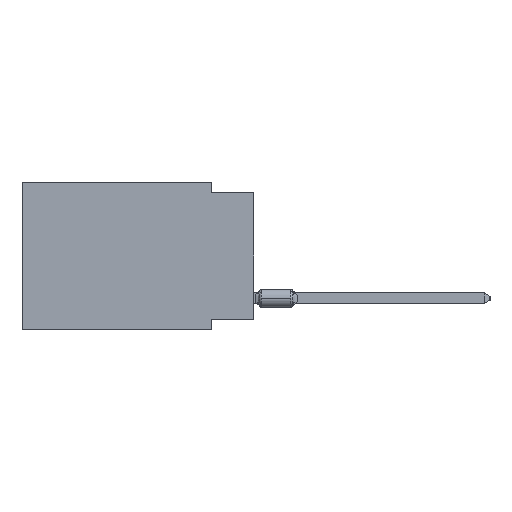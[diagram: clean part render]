
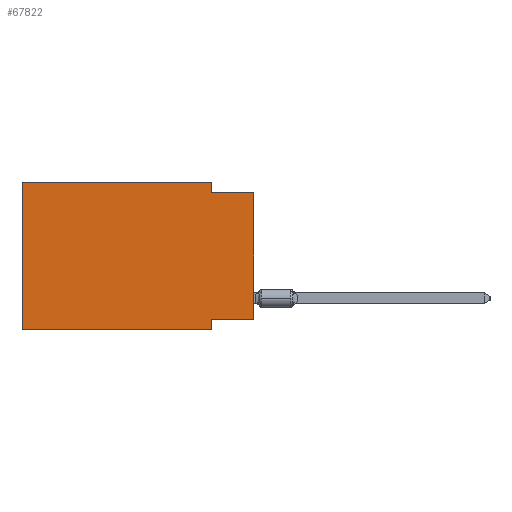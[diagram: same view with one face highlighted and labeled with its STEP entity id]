
A CAD part, left-side view. The second image highlights one B-rep face of the part: STEP entity #67822.
In plain terms, the highlighted planar face has unit normal (-1, 0, 0).
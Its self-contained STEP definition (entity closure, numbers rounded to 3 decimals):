
#2186 = CARTESIAN_POINT ( 'NONE',  ( 0., 13.97, -8.89 ) ) ;
#6386 = LINE ( 'NONE', #55161, #79518 ) ;
#7238 = CARTESIAN_POINT ( 'NONE',  ( 0., 13.97, -8.89 ) ) ;
#8834 = ORIENTED_EDGE ( 'NONE', *, *, #57807, .F. ) ;
#9287 = ORIENTED_EDGE ( 'NONE', *, *, #66457, .T. ) ;
#10899 = EDGE_CURVE ( 'NONE', #45616, #30650, #39619, .T. ) ;
#11555 = CARTESIAN_POINT ( 'NONE',  ( 0., 2.54, -0.635 ) ) ;
#12829 = CARTESIAN_POINT ( 'NONE',  ( 0., 0., -8.255 ) ) ;
#13034 = CARTESIAN_POINT ( 'NONE',  ( 0., 0., 0. ) ) ;
#18462 = DIRECTION ( 'NONE',  ( 0., -1., 0. ) ) ;
#21286 = CARTESIAN_POINT ( 'NONE',  ( 0., 0., -0.635 ) ) ;
#21812 = DIRECTION ( 'NONE',  ( 0., -1., 0. ) ) ;
#22264 = CARTESIAN_POINT ( 'NONE',  ( 0., 13.97, 0. ) ) ;
#22412 = ORIENTED_EDGE ( 'NONE', *, *, #98555, .F. ) ;
#22634 = CARTESIAN_POINT ( 'NONE',  ( 0., 0., -0.635 ) ) ;
#23183 = DIRECTION ( 'NONE',  ( 0., 0., -1. ) ) ;
#23774 = FACE_OUTER_BOUND ( 'NONE', #62669, .T. ) ;
#24284 = VECTOR ( 'NONE', #86000, 1000. ) ;
#25495 = ORIENTED_EDGE ( 'NONE', *, *, #31347, .T. ) ;
#28312 = EDGE_CURVE ( 'NONE', #79834, #43898, #78743, .T. ) ;
#29609 = CARTESIAN_POINT ( 'NONE',  ( 0., 2.54, -8.89 ) ) ;
#30249 = ORIENTED_EDGE ( 'NONE', *, *, #62245, .F. ) ;
#30650 = VERTEX_POINT ( 'NONE', #33822 ) ;
#31347 = EDGE_CURVE ( 'NONE', #50658, #43898, #39040, .T. ) ;
#31375 = CARTESIAN_POINT ( 'NONE',  ( 0., 13.97, 0. ) ) ;
#33822 = CARTESIAN_POINT ( 'NONE',  ( 0., 2.54, 0. ) ) ;
#35271 = VERTEX_POINT ( 'NONE', #59888 ) ;
#37991 = DIRECTION ( 'NONE',  ( 0., 0., 1. ) ) ;
#39040 = LINE ( 'NONE', #13034, #76704 ) ;
#39619 = LINE ( 'NONE', #22264, #74970 ) ;
#39625 = LINE ( 'NONE', #105719, #84712 ) ;
#40933 = ORIENTED_EDGE ( 'NONE', *, *, #28312, .F. ) ;
#42337 = LINE ( 'NONE', #2186, #88566 ) ;
#43898 = VERTEX_POINT ( 'NONE', #22634 ) ;
#45616 = VERTEX_POINT ( 'NONE', #79682 ) ;
#46955 = LINE ( 'NONE', #12829, #24284 ) ;
#50658 = VERTEX_POINT ( 'NONE', #86708 ) ;
#53853 = ORIENTED_EDGE ( 'NONE', *, *, #63056, .F. ) ;
#55161 = CARTESIAN_POINT ( 'NONE',  ( 0., 2.54, 0. ) ) ;
#56829 = PLANE ( 'NONE',  #106043 ) ;
#57807 = EDGE_CURVE ( 'NONE', #70054, #35271, #94666, .T. ) ;
#58977 = DIRECTION ( 'NONE',  ( 0., 0., -1. ) ) ;
#59888 = CARTESIAN_POINT ( 'NONE',  ( 0., 2.54, -8.89 ) ) ;
#62245 = EDGE_CURVE ( 'NONE', #64549, #45616, #39625, .T. ) ;
#62669 = EDGE_LOOP ( 'NONE', ( #25495, #40933, #22412, #65169, #30249, #9287, #8834, #53853 ) ) ;
#63056 = EDGE_CURVE ( 'NONE', #50658, #70054, #46955, .T. ) ;
#64446 = DIRECTION ( 'NONE',  ( 1., 0., 0. ) ) ;
#64549 = VERTEX_POINT ( 'NONE', #7238 ) ;
#65169 = ORIENTED_EDGE ( 'NONE', *, *, #10899, .F. ) ;
#66457 = EDGE_CURVE ( 'NONE', #64549, #35271, #42337, .T. ) ;
#67822 = ADVANCED_FACE ( 'NONE', ( #23774 ), #56829, .F. ) ;
#69731 = DIRECTION ( 'NONE',  ( 0., 0., -1. ) ) ;
#70054 = VERTEX_POINT ( 'NONE', #82310 ) ;
#72131 = DIRECTION ( 'NONE',  ( 0., -1., 0. ) ) ;
#74970 = VECTOR ( 'NONE', #72131, 1000. ) ;
#76704 = VECTOR ( 'NONE', #95947, 1000. ) ;
#78182 = VECTOR ( 'NONE', #21812, 1000. ) ;
#78743 = LINE ( 'NONE', #21286, #78182 ) ;
#79518 = VECTOR ( 'NONE', #23183, 1000. ) ;
#79682 = CARTESIAN_POINT ( 'NONE',  ( 0., 13.97, 0. ) ) ;
#79834 = VERTEX_POINT ( 'NONE', #11555 ) ;
#81764 = VECTOR ( 'NONE', #69731, 1000. ) ;
#82310 = CARTESIAN_POINT ( 'NONE',  ( 0., 2.54, -8.255 ) ) ;
#84712 = VECTOR ( 'NONE', #37991, 1000. ) ;
#86000 = DIRECTION ( 'NONE',  ( 0., 1., 0. ) ) ;
#86708 = CARTESIAN_POINT ( 'NONE',  ( 0., 0., -8.255 ) ) ;
#88566 = VECTOR ( 'NONE', #18462, 1000. ) ;
#94666 = LINE ( 'NONE', #29609, #81764 ) ;
#95947 = DIRECTION ( 'NONE',  ( 0., 0., 1. ) ) ;
#98555 = EDGE_CURVE ( 'NONE', #30650, #79834, #6386, .T. ) ;
#105719 = CARTESIAN_POINT ( 'NONE',  ( 0., 13.97, 0. ) ) ;
#106043 = AXIS2_PLACEMENT_3D ( 'NONE', #31375, #64446, #58977 ) ;
